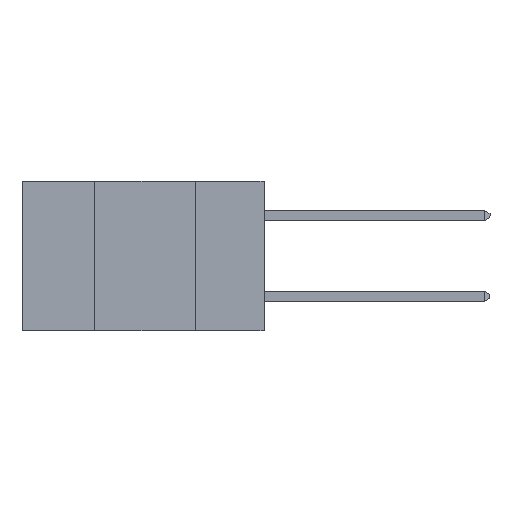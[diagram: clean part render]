
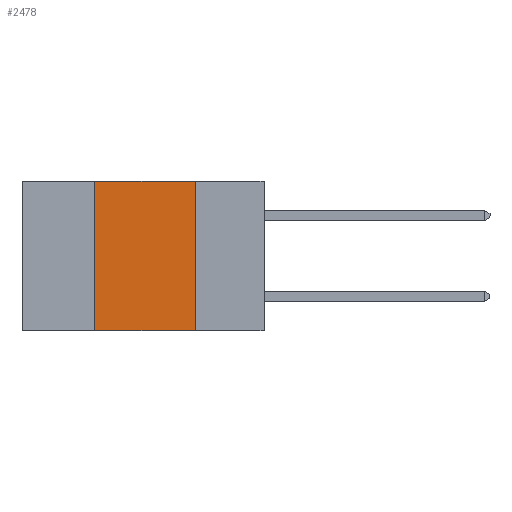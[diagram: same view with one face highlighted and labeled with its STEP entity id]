
A CAD part, left-side view. The second image highlights one B-rep face of the part: STEP entity #2478.
In plain terms, the highlighted planar face has unit normal (-1, 0, 0).
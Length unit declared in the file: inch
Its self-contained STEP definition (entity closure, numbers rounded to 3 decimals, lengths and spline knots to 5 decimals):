
#225 = VECTOR ( 'NONE', #4451, 39.37008 ) ;
#1008 = DIRECTION ( 'NONE',  ( 0., 0., -1. ) ) ;
#1903 = CARTESIAN_POINT ( 'NONE',  ( 0., 0.42, 0. ) ) ;
#2478 = ADVANCED_FACE ( 'NONE', ( #2875 ), #21103, .F. ) ;
#2550 = AXIS2_PLACEMENT_3D ( 'NONE', #21027, #11156, #1008 ) ;
#2875 = FACE_OUTER_BOUND ( 'NONE', #5836, .T. ) ;
#3192 = ORIENTED_EDGE ( 'NONE', *, *, #20471, .F. ) ;
#4451 = DIRECTION ( 'NONE',  ( 0., -1., 0. ) ) ;
#5047 = DIRECTION ( 'NONE',  ( 0., -1., 0. ) ) ;
#5836 = EDGE_LOOP ( 'NONE', ( #3192, #20945, #12596, #21475 ) ) ;
#7477 = LINE ( 'NONE', #20032, #15193 ) ;
#7600 = VERTEX_POINT ( 'NONE', #20636 ) ;
#7705 = LINE ( 'NONE', #9810, #15424 ) ;
#8132 = VERTEX_POINT ( 'NONE', #1903 ) ;
#8569 = LINE ( 'NONE', #14674, #20014 ) ;
#9810 = CARTESIAN_POINT ( 'NONE',  ( 0., 0.42, 0. ) ) ;
#10303 = EDGE_CURVE ( 'NONE', #8132, #7600, #13126, .T. ) ;
#10784 = VERTEX_POINT ( 'NONE', #20653 ) ;
#11156 = DIRECTION ( 'NONE',  ( 1., 0., 0. ) ) ;
#11436 = DIRECTION ( 'NONE',  ( 0., 0., 1. ) ) ;
#11528 = CARTESIAN_POINT ( 'NONE',  ( 0., 0.17, -0.37 ) ) ;
#12596 = ORIENTED_EDGE ( 'NONE', *, *, #21180, .F. ) ;
#12725 = CARTESIAN_POINT ( 'NONE',  ( 0., 0.6, 0. ) ) ;
#13126 = LINE ( 'NONE', #12725, #225 ) ;
#14463 = VERTEX_POINT ( 'NONE', #11528 ) ;
#14674 = CARTESIAN_POINT ( 'NONE',  ( 0., 0.17, 0. ) ) ;
#15193 = VECTOR ( 'NONE', #5047, 39.37008 ) ;
#15424 = VECTOR ( 'NONE', #11436, 39.37008 ) ;
#15558 = EDGE_CURVE ( 'NONE', #10784, #14463, #7477, .T. ) ;
#16403 = DIRECTION ( 'NONE',  ( 0., 0., -1. ) ) ;
#20014 = VECTOR ( 'NONE', #16403, 39.37008 ) ;
#20032 = CARTESIAN_POINT ( 'NONE',  ( 0., 0.6, -0.37 ) ) ;
#20471 = EDGE_CURVE ( 'NONE', #7600, #14463, #8569, .T. ) ;
#20636 = CARTESIAN_POINT ( 'NONE',  ( 0., 0.17, 0. ) ) ;
#20653 = CARTESIAN_POINT ( 'NONE',  ( 0., 0.42, -0.37 ) ) ;
#20945 = ORIENTED_EDGE ( 'NONE', *, *, #10303, .F. ) ;
#21027 = CARTESIAN_POINT ( 'NONE',  ( 0., 0.6, 0. ) ) ;
#21103 = PLANE ( 'NONE',  #2550 ) ;
#21180 = EDGE_CURVE ( 'NONE', #10784, #8132, #7705, .T. ) ;
#21475 = ORIENTED_EDGE ( 'NONE', *, *, #15558, .T. ) ;
